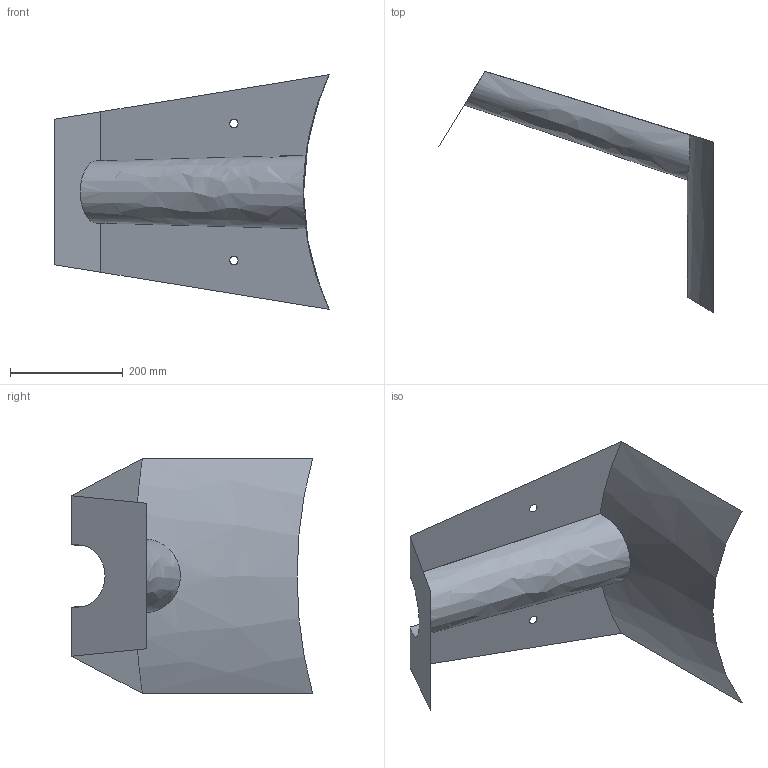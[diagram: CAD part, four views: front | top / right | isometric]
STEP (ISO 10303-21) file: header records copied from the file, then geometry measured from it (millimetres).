
FILE_DESCRIPTION(('STEP AP214'),'1');
FILE_NAME('00001949-Rinne.STP','2017-02-27T14:31:08',(' '),(' '),'Spatial InterOp 3D',' ',' ');
FILE_SCHEMA(('automotive_design'));
Length unit declared in the file: millimetre
Products named in the file (1): Schnitt-Linear austragen7
Bounding box: 485.87 x 427.25 x 415.86 mm (x, y, z)
Surface area: 328882.9 mm2 (no closed solid volume)
Topology: 0 solids, 5 shells, 5 faces, 32 edges, 32 vertices
Faces by surface type: plane 3, bspline 2
Entity records: 733 total; most frequent: CARTESIAN_POINT 453, DIRECTION 35, ORIENTED_EDGE 32, EDGE_CURVE 32, VERTEX_POINT 32, LINE 15, VECTOR 15, B_SPLINE_CURVE_WITH_KNOTS 11
